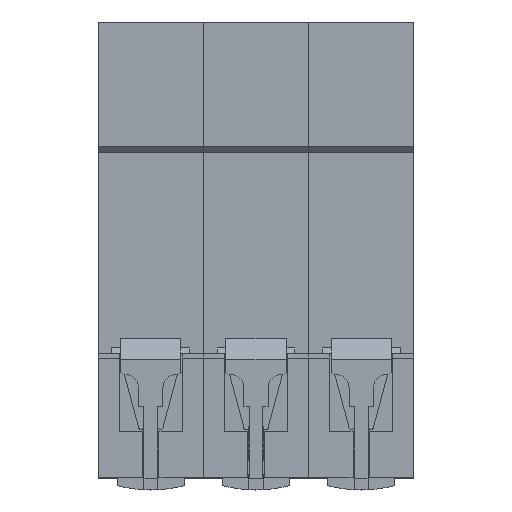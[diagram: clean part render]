
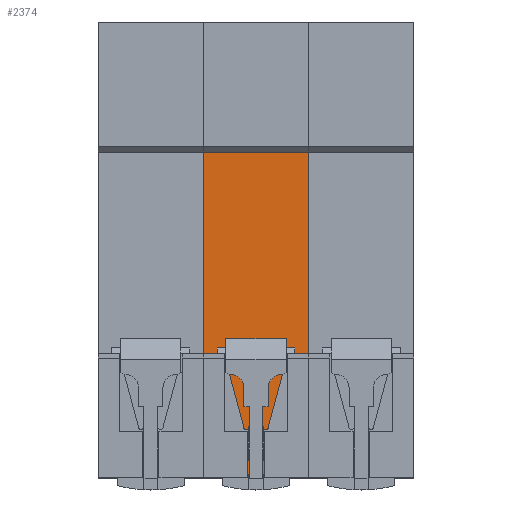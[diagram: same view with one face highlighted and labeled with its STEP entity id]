
A CAD part, top view. The second image highlights one B-rep face of the part: STEP entity #2374.
In plain terms, the highlighted planar face has unit normal (0, 0, 1).
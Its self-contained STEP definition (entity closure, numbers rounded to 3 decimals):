
#78 = DIRECTION ( 'NONE',  ( 1., 0., 0. ) ) ;
#165 = VERTEX_POINT ( 'NONE', #6492 ) ;
#233 = ORIENTED_EDGE ( 'NONE', *, *, #4247, .T. ) ;
#266 = VECTOR ( 'NONE', #5096, 1000. ) ;
#326 = DIRECTION ( 'NONE',  ( 0., 1., 0. ) ) ;
#478 = DIRECTION ( 'NONE',  ( 1., 0., 0. ) ) ;
#518 = DIRECTION ( 'NONE',  ( 1., 0., 0. ) ) ;
#586 = VECTOR ( 'NONE', #78, 1000. ) ;
#663 = ORIENTED_EDGE ( 'NONE', *, *, #2527, .T. ) ;
#862 = VECTOR ( 'NONE', #6863, 1000. ) ;
#1018 = CARTESIAN_POINT ( 'NONE',  ( -6.899, -39., 27.804 ) ) ;
#1058 = LINE ( 'NONE', #9029, #6975 ) ;
#1304 = VERTEX_POINT ( 'NONE', #8825 ) ;
#1337 = CARTESIAN_POINT ( 'NONE',  ( -6.899, -17.75, 27.804 ) ) ;
#1460 = CARTESIAN_POINT ( 'NONE',  ( -9., -17.75, 27.804 ) ) ;
#1824 = VERTEX_POINT ( 'NONE', #9746 ) ;
#1873 = VERTEX_POINT ( 'NONE', #7418 ) ;
#1893 = LINE ( 'NONE', #1018, #9869 ) ;
#1901 = ORIENTED_EDGE ( 'NONE', *, *, #7958, .F. ) ;
#2018 = CARTESIAN_POINT ( 'NONE',  ( -9., -17.75, 27.804 ) ) ;
#2326 = LINE ( 'NONE', #3500, #266 ) ;
#2352 = EDGE_CURVE ( 'NONE', #1304, #165, #2326, .T. ) ;
#2374 = ADVANCED_FACE ( 'NONE', ( #8263 ), #7414, .T. ) ;
#2527 = EDGE_CURVE ( 'NONE', #1873, #1824, #6803, .T. ) ;
#2641 = VECTOR ( 'NONE', #6248, 1000. ) ;
#2691 = VERTEX_POINT ( 'NONE', #4158 ) ;
#3110 = VERTEX_POINT ( 'NONE', #3952 ) ;
#3345 = DIRECTION ( 'NONE',  ( 0., 1., 0. ) ) ;
#3425 = ORIENTED_EDGE ( 'NONE', *, *, #6943, .T. ) ;
#3500 = CARTESIAN_POINT ( 'NONE',  ( 9., -17.75, 27.804 ) ) ;
#3952 = CARTESIAN_POINT ( 'NONE',  ( 6.899, -39., 27.804 ) ) ;
#4158 = CARTESIAN_POINT ( 'NONE',  ( -6.899, -39., 27.804 ) ) ;
#4235 = CARTESIAN_POINT ( 'NONE',  ( -1.4, -39., 27.804 ) ) ;
#4247 = EDGE_CURVE ( 'NONE', #8255, #165, #7482, .T. ) ;
#4267 = EDGE_CURVE ( 'NONE', #1824, #6519, #8807, .T. ) ;
#4623 = EDGE_LOOP ( 'NONE', ( #3425, #233, #6321, #9850, #663, #5877, #7714, #1901 ) ) ;
#4656 = EDGE_CURVE ( 'NONE', #1873, #1304, #1058, .T. ) ;
#4897 = AXIS2_PLACEMENT_3D ( 'NONE', #2018, #5142, #478 ) ;
#5096 = DIRECTION ( 'NONE',  ( 0., -1., 0. ) ) ;
#5142 = DIRECTION ( 'NONE',  ( 0., 0., 1. ) ) ;
#5476 = CARTESIAN_POINT ( 'NONE',  ( -9., -17.75, 27.804 ) ) ;
#5704 = VECTOR ( 'NONE', #326, 1000. ) ;
#5766 = CARTESIAN_POINT ( 'NONE',  ( 6.899, -39., 27.804 ) ) ;
#5772 = LINE ( 'NONE', #4235, #7327 ) ;
#5877 = ORIENTED_EDGE ( 'NONE', *, *, #4267, .T. ) ;
#6057 = CARTESIAN_POINT ( 'NONE',  ( 6.899, -17.75, 27.804 ) ) ;
#6248 = DIRECTION ( 'NONE',  ( 1., 0., 0. ) ) ;
#6321 = ORIENTED_EDGE ( 'NONE', *, *, #2352, .F. ) ;
#6492 = CARTESIAN_POINT ( 'NONE',  ( 9., -17.75, 27.804 ) ) ;
#6519 = VERTEX_POINT ( 'NONE', #1337 ) ;
#6803 = LINE ( 'NONE', #1460, #862 ) ;
#6863 = DIRECTION ( 'NONE',  ( 0., -1., 0. ) ) ;
#6943 = EDGE_CURVE ( 'NONE', #3110, #8255, #9799, .T. ) ;
#6975 = VECTOR ( 'NONE', #518, 1000. ) ;
#7327 = VECTOR ( 'NONE', #9635, 1000. ) ;
#7414 = PLANE ( 'NONE',  #4897 ) ;
#7418 = CARTESIAN_POINT ( 'NONE',  ( -9., 17.75, 27.804 ) ) ;
#7482 = LINE ( 'NONE', #5476, #2641 ) ;
#7714 = ORIENTED_EDGE ( 'NONE', *, *, #7881, .F. ) ;
#7881 = EDGE_CURVE ( 'NONE', #2691, #6519, #1893, .T. ) ;
#7958 = EDGE_CURVE ( 'NONE', #3110, #2691, #5772, .T. ) ;
#8255 = VERTEX_POINT ( 'NONE', #6057 ) ;
#8263 = FACE_OUTER_BOUND ( 'NONE', #4623, .T. ) ;
#8564 = CARTESIAN_POINT ( 'NONE',  ( -9., -17.75, 27.804 ) ) ;
#8807 = LINE ( 'NONE', #8564, #586 ) ;
#8825 = CARTESIAN_POINT ( 'NONE',  ( 9., 17.75, 27.804 ) ) ;
#9029 = CARTESIAN_POINT ( 'NONE',  ( -9., 17.75, 27.804 ) ) ;
#9635 = DIRECTION ( 'NONE',  ( -1., 0., 0. ) ) ;
#9746 = CARTESIAN_POINT ( 'NONE',  ( -9., -17.75, 27.804 ) ) ;
#9799 = LINE ( 'NONE', #5766, #5704 ) ;
#9850 = ORIENTED_EDGE ( 'NONE', *, *, #4656, .F. ) ;
#9869 = VECTOR ( 'NONE', #3345, 1000. ) ;
